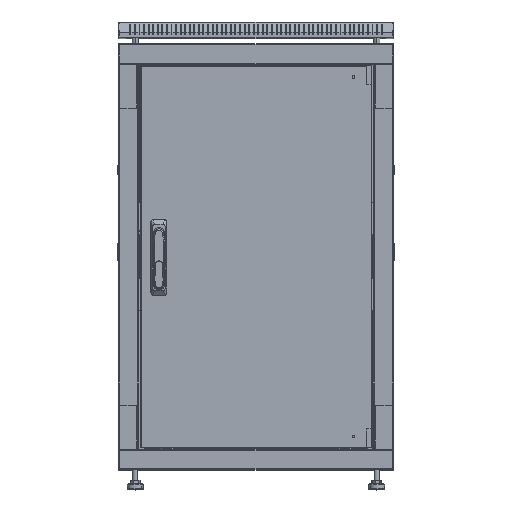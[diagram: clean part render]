
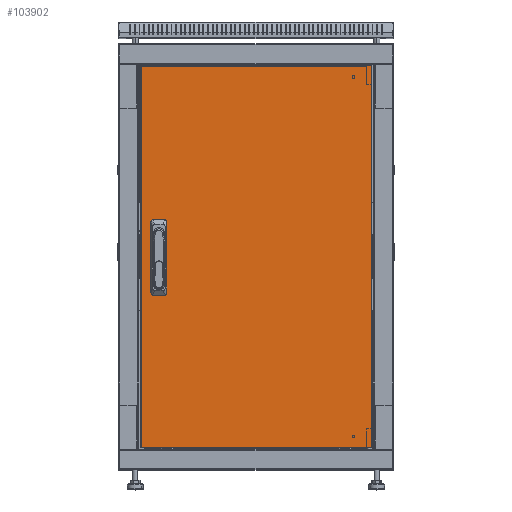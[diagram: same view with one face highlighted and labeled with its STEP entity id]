
A CAD part, top view. The second image highlights one B-rep face of the part: STEP entity #103902.
In plain terms, the highlighted planar face has unit normal (0, 0, 1).
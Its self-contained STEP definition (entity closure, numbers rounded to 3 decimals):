
#6534 = DIRECTION ( 'NONE',  ( -1., 0., 0. ) ) ;
#6712 = AXIS2_PLACEMENT_3D ( 'NONE', #66697, #109543, #58011 ) ;
#8849 = DIRECTION ( 'NONE',  ( -1., 0., 0. ) ) ;
#8992 = LINE ( 'NONE', #37418, #61460 ) ;
#9964 = CARTESIAN_POINT ( 'NONE',  ( -225.5, -75., 0. ) ) ;
#11741 = EDGE_CURVE ( 'NONE', #12677, #97778, #75985, .T. ) ;
#12111 = DIRECTION ( 'NONE',  ( 1., 0., 0. ) ) ;
#12677 = VERTEX_POINT ( 'NONE', #91064 ) ;
#14366 = ORIENTED_EDGE ( 'NONE', *, *, #98616, .F. ) ;
#14687 = ORIENTED_EDGE ( 'NONE', *, *, #32964, .F. ) ;
#15402 = EDGE_LOOP ( 'NONE', ( #91742, #14366, #91475, #95837 ) ) ;
#16804 = CARTESIAN_POINT ( 'NONE',  ( -253., 418.5, 0. ) ) ;
#19635 = LINE ( 'NONE', #67138, #35815 ) ;
#20370 = LINE ( 'NONE', #75620, #86335 ) ;
#24769 = VECTOR ( 'NONE', #91414, 1000. ) ;
#27377 = CARTESIAN_POINT ( 'NONE',  ( -200.5, -75., 0. ) ) ;
#29217 = VECTOR ( 'NONE', #49643, 1000. ) ;
#29386 = CARTESIAN_POINT ( 'NONE',  ( -253., -418.5, 0. ) ) ;
#30052 = ORIENTED_EDGE ( 'NONE', *, *, #96654, .T. ) ;
#32964 = EDGE_CURVE ( 'NONE', #67117, #47424, #20370, .T. ) ;
#33820 = CARTESIAN_POINT ( 'NONE',  ( -225.5, -25., 0. ) ) ;
#34405 = VECTOR ( 'NONE', #37659, 1000. ) ;
#35815 = VECTOR ( 'NONE', #6534, 1000. ) ;
#36395 = CARTESIAN_POINT ( 'NONE',  ( -225.5, -25., 0. ) ) ;
#36675 = DIRECTION ( 'NONE',  ( 0., -1., 0. ) ) ;
#37418 = CARTESIAN_POINT ( 'NONE',  ( -200.5, -25., 0. ) ) ;
#37659 = DIRECTION ( 'NONE',  ( -1., 0., 0. ) ) ;
#38518 = EDGE_CURVE ( 'NONE', #54465, #67117, #94506, .T. ) ;
#41339 = EDGE_LOOP ( 'NONE', ( #74665, #91311, #30052, #62104 ) ) ;
#42810 = VERTEX_POINT ( 'NONE', #36395 ) ;
#43453 = EDGE_CURVE ( 'NONE', #12677, #69237, #92718, .T. ) ;
#44228 = EDGE_CURVE ( 'NONE', #47424, #91016, #50734, .T. ) ;
#44676 = CARTESIAN_POINT ( 'NONE',  ( 253., -418.5, 0. ) ) ;
#45004 = VERTEX_POINT ( 'NONE', #27377 ) ;
#45349 = EDGE_CURVE ( 'NONE', #91016, #54465, #19635, .T. ) ;
#45874 = CARTESIAN_POINT ( 'NONE',  ( -253., -418.5, 0. ) ) ;
#46871 = VERTEX_POINT ( 'NONE', #29386 ) ;
#47424 = VERTEX_POINT ( 'NONE', #53656 ) ;
#47559 = VECTOR ( 'NONE', #77400, 1000. ) ;
#48151 = VECTOR ( 'NONE', #83745, 1000. ) ;
#49643 = DIRECTION ( 'NONE',  ( 0., 1., 0. ) ) ;
#50531 = LINE ( 'NONE', #45874, #34405 ) ;
#50734 = LINE ( 'NONE', #101220, #29217 ) ;
#51709 = CARTESIAN_POINT ( 'NONE',  ( -225.5, -75., 0. ) ) ;
#53188 = EDGE_LOOP ( 'NONE', ( #14687, #75077, #100055, #64654 ) ) ;
#53656 = CARTESIAN_POINT ( 'NONE',  ( -200.5, 25., 0. ) ) ;
#53752 = VECTOR ( 'NONE', #8849, 1000. ) ;
#54465 = VERTEX_POINT ( 'NONE', #101317 ) ;
#54774 = FACE_BOUND ( 'NONE', #53188, .T. ) ;
#56453 = LINE ( 'NONE', #33820, #72746 ) ;
#58011 = DIRECTION ( 'NONE',  ( 1., 0., 0. ) ) ;
#61460 = VECTOR ( 'NONE', #36675, 1000. ) ;
#62104 = ORIENTED_EDGE ( 'NONE', *, *, #67829, .T. ) ;
#62928 = FACE_BOUND ( 'NONE', #41339, .T. ) ;
#64654 = ORIENTED_EDGE ( 'NONE', *, *, #44228, .F. ) ;
#65538 = LINE ( 'NONE', #107229, #84451 ) ;
#65661 = CARTESIAN_POINT ( 'NONE',  ( 253., 418.5, 0. ) ) ;
#65968 = PLANE ( 'NONE',  #6712 ) ;
#66697 = CARTESIAN_POINT ( 'NONE',  ( 0., 0., 0. ) ) ;
#66708 = CARTESIAN_POINT ( 'NONE',  ( -225.5, 25., 0. ) ) ;
#67117 = VERTEX_POINT ( 'NONE', #108772 ) ;
#67138 = CARTESIAN_POINT ( 'NONE',  ( -225.5, 75., 0. ) ) ;
#67659 = DIRECTION ( 'NONE',  ( 0., 1., 0. ) ) ;
#67829 = EDGE_CURVE ( 'NONE', #70210, #42810, #56453, .T. ) ;
#69237 = VERTEX_POINT ( 'NONE', #44676 ) ;
#70210 = VERTEX_POINT ( 'NONE', #51709 ) ;
#72746 = VECTOR ( 'NONE', #67659, 1000. ) ;
#72875 = CARTESIAN_POINT ( 'NONE',  ( -200.5, 75., 0. ) ) ;
#74665 = ORIENTED_EDGE ( 'NONE', *, *, #85459, .T. ) ;
#74887 = DIRECTION ( 'NONE',  ( 1., 0., 0. ) ) ;
#75077 = ORIENTED_EDGE ( 'NONE', *, *, #38518, .F. ) ;
#75620 = CARTESIAN_POINT ( 'NONE',  ( -225.5, 25., 0. ) ) ;
#75985 = LINE ( 'NONE', #109371, #24769 ) ;
#77400 = DIRECTION ( 'NONE',  ( 0., -1., 0. ) ) ;
#77675 = EDGE_CURVE ( 'NONE', #97778, #46871, #101456, .T. ) ;
#82122 = LINE ( 'NONE', #9964, #53752 ) ;
#82559 = DIRECTION ( 'NONE',  ( 0., -1., 0. ) ) ;
#83745 = DIRECTION ( 'NONE',  ( 0., -1., 0. ) ) ;
#84451 = VECTOR ( 'NONE', #12111, 1000. ) ;
#85459 = EDGE_CURVE ( 'NONE', #42810, #99431, #65538, .T. ) ;
#86335 = VECTOR ( 'NONE', #74887, 1000. ) ;
#87815 = VECTOR ( 'NONE', #82559, 1000. ) ;
#91016 = VERTEX_POINT ( 'NONE', #72875 ) ;
#91064 = CARTESIAN_POINT ( 'NONE',  ( 253., 418.5, 0. ) ) ;
#91311 = ORIENTED_EDGE ( 'NONE', *, *, #97930, .T. ) ;
#91414 = DIRECTION ( 'NONE',  ( -1., 0., 0. ) ) ;
#91475 = ORIENTED_EDGE ( 'NONE', *, *, #43453, .F. ) ;
#91742 = ORIENTED_EDGE ( 'NONE', *, *, #77675, .T. ) ;
#92560 = FACE_OUTER_BOUND ( 'NONE', #15402, .T. ) ;
#92718 = LINE ( 'NONE', #65661, #48151 ) ;
#94506 = LINE ( 'NONE', #66708, #87815 ) ;
#95837 = ORIENTED_EDGE ( 'NONE', *, *, #11741, .T. ) ;
#96654 = EDGE_CURVE ( 'NONE', #45004, #70210, #82122, .T. ) ;
#97778 = VERTEX_POINT ( 'NONE', #102886 ) ;
#97930 = EDGE_CURVE ( 'NONE', #99431, #45004, #8992, .T. ) ;
#98480 = CARTESIAN_POINT ( 'NONE',  ( -200.5, -25., 0. ) ) ;
#98616 = EDGE_CURVE ( 'NONE', #69237, #46871, #50531, .T. ) ;
#99431 = VERTEX_POINT ( 'NONE', #98480 ) ;
#100055 = ORIENTED_EDGE ( 'NONE', *, *, #45349, .F. ) ;
#101220 = CARTESIAN_POINT ( 'NONE',  ( -200.5, 25., 0. ) ) ;
#101317 = CARTESIAN_POINT ( 'NONE',  ( -225.5, 75., 0. ) ) ;
#101456 = LINE ( 'NONE', #16804, #47559 ) ;
#102886 = CARTESIAN_POINT ( 'NONE',  ( -253., 418.5, 0. ) ) ;
#103902 = ADVANCED_FACE ( 'NONE', ( #54774, #92560, #62928 ), #65968, .T. ) ;
#107229 = CARTESIAN_POINT ( 'NONE',  ( -225.5, -25., 0. ) ) ;
#108772 = CARTESIAN_POINT ( 'NONE',  ( -225.5, 25., 0. ) ) ;
#109371 = CARTESIAN_POINT ( 'NONE',  ( -253., 418.5, 0. ) ) ;
#109543 = DIRECTION ( 'NONE',  ( 0., 0., 1. ) ) ;
